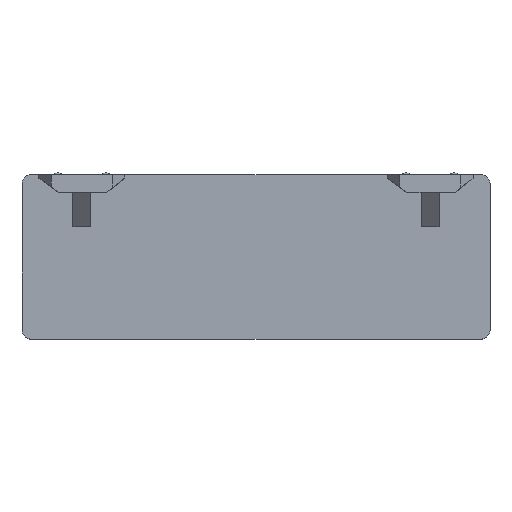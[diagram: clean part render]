
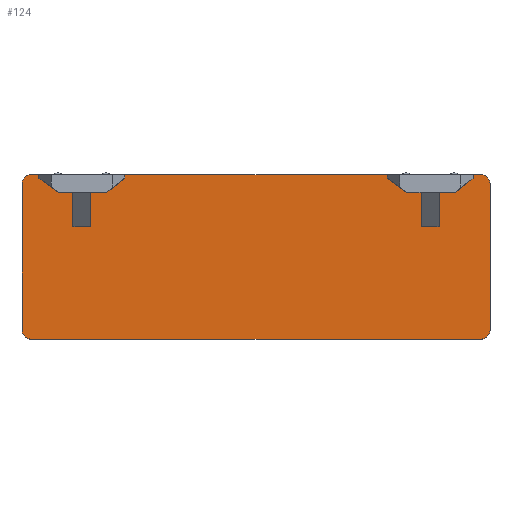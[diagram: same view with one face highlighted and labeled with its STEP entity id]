
A CAD part, top view. The second image highlights one B-rep face of the part: STEP entity #124.
In plain terms, the highlighted planar face has unit normal (0, 0, 1).
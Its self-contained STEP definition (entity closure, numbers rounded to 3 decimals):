
#124=ADVANCED_FACE('',(#196),#168,.T.);
#168=PLANE('',#906);
#196=FACE_OUTER_BOUND('',#239,.T.);
#239=EDGE_LOOP('',(#303,#304,#305,#306,#307,#308,#309,#310,#311,#312,#313,
#314,#315,#316,#317,#318,#319,#320,#321,#322,#323,#324,#325,#326,#327,#328,
#329,#330));
#287=CIRCLE('',#902,0.5);
#288=CIRCLE('',#903,0.5);
#289=CIRCLE('',#904,0.5);
#290=CIRCLE('',#905,0.5);
#303=ORIENTED_EDGE('',*,*,#607,.F.);
#304=ORIENTED_EDGE('',*,*,#608,.T.);
#305=ORIENTED_EDGE('',*,*,#609,.F.);
#306=ORIENTED_EDGE('',*,*,#610,.T.);
#307=ORIENTED_EDGE('',*,*,#611,.F.);
#308=ORIENTED_EDGE('',*,*,#612,.T.);
#309=ORIENTED_EDGE('',*,*,#613,.F.);
#310=ORIENTED_EDGE('',*,*,#614,.F.);
#311=ORIENTED_EDGE('',*,*,#615,.T.);
#312=ORIENTED_EDGE('',*,*,#616,.F.);
#313=ORIENTED_EDGE('',*,*,#617,.F.);
#314=ORIENTED_EDGE('',*,*,#618,.T.);
#315=ORIENTED_EDGE('',*,*,#619,.T.);
#316=ORIENTED_EDGE('',*,*,#620,.F.);
#317=ORIENTED_EDGE('',*,*,#621,.T.);
#318=ORIENTED_EDGE('',*,*,#622,.T.);
#319=ORIENTED_EDGE('',*,*,#623,.F.);
#320=ORIENTED_EDGE('',*,*,#624,.F.);
#321=ORIENTED_EDGE('',*,*,#625,.T.);
#322=ORIENTED_EDGE('',*,*,#626,.F.);
#323=ORIENTED_EDGE('',*,*,#627,.F.);
#324=ORIENTED_EDGE('',*,*,#628,.T.);
#325=ORIENTED_EDGE('',*,*,#629,.T.);
#326=ORIENTED_EDGE('',*,*,#630,.F.);
#327=ORIENTED_EDGE('',*,*,#631,.T.);
#328=ORIENTED_EDGE('',*,*,#632,.T.);
#329=ORIENTED_EDGE('',*,*,#633,.F.);
#330=ORIENTED_EDGE('',*,*,#634,.T.);
#531=VERTEX_POINT('',#1152);
#532=VERTEX_POINT('',#1153);
#533=VERTEX_POINT('',#1155);
#534=VERTEX_POINT('',#1157);
#535=VERTEX_POINT('',#1159);
#536=VERTEX_POINT('',#1161);
#537=VERTEX_POINT('',#1163);
#538=VERTEX_POINT('',#1165);
#539=VERTEX_POINT('',#1167);
#540=VERTEX_POINT('',#1169);
#541=VERTEX_POINT('',#1171);
#542=VERTEX_POINT('',#1173);
#543=VERTEX_POINT('',#1175);
#544=VERTEX_POINT('',#1177);
#545=VERTEX_POINT('',#1179);
#546=VERTEX_POINT('',#1181);
#547=VERTEX_POINT('',#1183);
#548=VERTEX_POINT('',#1185);
#549=VERTEX_POINT('',#1187);
#550=VERTEX_POINT('',#1189);
#551=VERTEX_POINT('',#1191);
#552=VERTEX_POINT('',#1193);
#553=VERTEX_POINT('',#1195);
#554=VERTEX_POINT('',#1197);
#555=VERTEX_POINT('',#1199);
#556=VERTEX_POINT('',#1201);
#557=VERTEX_POINT('',#1203);
#558=VERTEX_POINT('',#1205);
#607=EDGE_CURVE('',#531,#532,#721,.T.);
#608=EDGE_CURVE('',#531,#533,#287,.T.);
#609=EDGE_CURVE('',#534,#533,#722,.T.);
#610=EDGE_CURVE('',#534,#535,#288,.T.);
#611=EDGE_CURVE('',#536,#535,#723,.T.);
#612=EDGE_CURVE('',#536,#537,#289,.T.);
#613=EDGE_CURVE('',#538,#537,#724,.T.);
#614=EDGE_CURVE('',#539,#538,#725,.T.);
#615=EDGE_CURVE('',#539,#540,#726,.T.);
#616=EDGE_CURVE('',#541,#540,#727,.T.);
#617=EDGE_CURVE('',#542,#541,#728,.T.);
#618=EDGE_CURVE('',#542,#543,#729,.T.);
#619=EDGE_CURVE('',#543,#544,#730,.T.);
#620=EDGE_CURVE('',#545,#544,#731,.T.);
#621=EDGE_CURVE('',#545,#546,#732,.T.);
#622=EDGE_CURVE('',#546,#547,#733,.T.);
#623=EDGE_CURVE('',#548,#547,#734,.T.);
#624=EDGE_CURVE('',#549,#548,#735,.T.);
#625=EDGE_CURVE('',#549,#550,#736,.T.);
#626=EDGE_CURVE('',#551,#550,#737,.T.);
#627=EDGE_CURVE('',#552,#551,#738,.T.);
#628=EDGE_CURVE('',#552,#553,#739,.T.);
#629=EDGE_CURVE('',#553,#554,#740,.T.);
#630=EDGE_CURVE('',#555,#554,#741,.T.);
#631=EDGE_CURVE('',#555,#556,#742,.T.);
#632=EDGE_CURVE('',#556,#557,#743,.T.);
#633=EDGE_CURVE('',#558,#557,#744,.T.);
#634=EDGE_CURVE('',#558,#532,#290,.T.);
#721=LINE('',#1151,#811);
#722=LINE('',#1156,#812);
#723=LINE('',#1160,#813);
#724=LINE('',#1164,#814);
#725=LINE('',#1166,#815);
#726=LINE('',#1168,#816);
#727=LINE('',#1170,#817);
#728=LINE('',#1172,#818);
#729=LINE('',#1174,#819);
#730=LINE('',#1176,#820);
#731=LINE('',#1178,#821);
#732=LINE('',#1180,#822);
#733=LINE('',#1182,#823);
#734=LINE('',#1184,#824);
#735=LINE('',#1186,#825);
#736=LINE('',#1188,#826);
#737=LINE('',#1190,#827);
#738=LINE('',#1192,#828);
#739=LINE('',#1194,#829);
#740=LINE('',#1196,#830);
#741=LINE('',#1198,#831);
#742=LINE('',#1200,#832);
#743=LINE('',#1202,#833);
#744=LINE('',#1204,#834);
#811=VECTOR('',#956,1.);
#812=VECTOR('',#959,1.);
#813=VECTOR('',#962,1.);
#814=VECTOR('',#965,1.);
#815=VECTOR('',#966,1.);
#816=VECTOR('',#967,1.);
#817=VECTOR('',#968,1.);
#818=VECTOR('',#969,1.);
#819=VECTOR('',#970,1.);
#820=VECTOR('',#971,1.);
#821=VECTOR('',#972,1.);
#822=VECTOR('',#973,1.);
#823=VECTOR('',#974,1.);
#824=VECTOR('',#975,1.);
#825=VECTOR('',#976,1.);
#826=VECTOR('',#977,1.);
#827=VECTOR('',#978,1.);
#828=VECTOR('',#979,1.);
#829=VECTOR('',#980,1.);
#830=VECTOR('',#981,1.);
#831=VECTOR('',#982,1.);
#832=VECTOR('',#983,1.);
#833=VECTOR('',#984,1.);
#834=VECTOR('',#985,1.);
#902=AXIS2_PLACEMENT_3D('',#1154,#957,#958);
#903=AXIS2_PLACEMENT_3D('',#1158,#960,#961);
#904=AXIS2_PLACEMENT_3D('',#1162,#963,#964);
#905=AXIS2_PLACEMENT_3D('',#1206,#986,#987);
#906=AXIS2_PLACEMENT_3D('',#1207,#988,#989);
#956=DIRECTION('',(0.,1.,0.));
#957=DIRECTION('',(0.,0.,1.));
#958=DIRECTION('',(1.,0.,0.));
#959=DIRECTION('',(-1.,0.,0.));
#960=DIRECTION('',(0.,0.,1.));
#961=DIRECTION('',(1.,0.,0.));
#962=DIRECTION('',(0.,-1.,0.));
#963=DIRECTION('',(0.,0.,1.));
#964=DIRECTION('',(1.,0.,0.));
#965=DIRECTION('',(1.,0.,0.));
#966=DIRECTION('',(0.,1.,0.));
#967=DIRECTION('',(-0.781,-0.625,0.));
#968=DIRECTION('',(1.,0.,0.));
#969=DIRECTION('',(0.,1.,0.));
#970=DIRECTION('',(-1.,0.,0.));
#971=DIRECTION('',(0.,1.,0.));
#972=DIRECTION('',(1.,0.,0.));
#973=DIRECTION('',(-0.809,0.588,0.));
#974=DIRECTION('',(0.,1.,0.));
#975=DIRECTION('',(1.,0.,0.));
#976=DIRECTION('',(0.,1.,0.));
#977=DIRECTION('',(-0.781,-0.625,0.));
#978=DIRECTION('',(1.,0.,0.));
#979=DIRECTION('',(0.,1.,0.));
#980=DIRECTION('',(-1.,0.,0.));
#981=DIRECTION('',(0.,1.,0.));
#982=DIRECTION('',(1.,0.,0.));
#983=DIRECTION('',(-0.809,0.588,0.));
#984=DIRECTION('',(0.,1.,0.));
#985=DIRECTION('',(1.,0.,0.));
#986=DIRECTION('',(0.,0.,1.));
#987=DIRECTION('',(1.,0.,0.));
#988=DIRECTION('',(0.,0.,1.));
#989=DIRECTION('',(1.,0.,0.));
#1151=CARTESIAN_POINT('',(0.,4.6,1.5));
#1152=CARTESIAN_POINT('',(0.,0.5,1.5));
#1153=CARTESIAN_POINT('',(0.,8.7,1.5));
#1154=CARTESIAN_POINT('',(0.5,0.5,1.5));
#1155=CARTESIAN_POINT('',(0.5,0.,1.5));
#1156=CARTESIAN_POINT('',(13.1,0.,1.5));
#1157=CARTESIAN_POINT('',(25.7,0.,1.5));
#1158=CARTESIAN_POINT('',(25.7,0.5,1.5));
#1159=CARTESIAN_POINT('',(26.2,0.5,1.5));
#1160=CARTESIAN_POINT('',(26.2,4.6,1.5));
#1161=CARTESIAN_POINT('',(26.2,8.7,1.5));
#1162=CARTESIAN_POINT('',(25.7,8.7,1.5));
#1163=CARTESIAN_POINT('',(25.7,9.2,1.5));
#1164=CARTESIAN_POINT('',(13.1,9.2,1.5));
#1165=CARTESIAN_POINT('',(25.25,9.2,1.5));
#1166=CARTESIAN_POINT('',(25.25,8.2,1.5));
#1167=CARTESIAN_POINT('',(25.25,9.,1.5));
#1168=CARTESIAN_POINT('',(24.25,8.2,1.5));
#1169=CARTESIAN_POINT('',(24.25,8.2,1.5));
#1170=CARTESIAN_POINT('',(20.45,8.2,1.5));
#1171=CARTESIAN_POINT('',(23.35,8.2,1.5));
#1172=CARTESIAN_POINT('',(23.35,6.3,1.5));
#1173=CARTESIAN_POINT('',(23.35,6.3,1.5));
#1174=CARTESIAN_POINT('',(23.35,6.3,1.5));
#1175=CARTESIAN_POINT('',(22.35,6.3,1.5));
#1176=CARTESIAN_POINT('',(22.35,6.3,1.5));
#1177=CARTESIAN_POINT('',(22.35,8.2,1.5));
#1178=CARTESIAN_POINT('',(20.45,8.2,1.5));
#1179=CARTESIAN_POINT('',(21.55,8.2,1.5));
#1180=CARTESIAN_POINT('',(20.45,9.,1.5));
#1181=CARTESIAN_POINT('',(20.45,9.,1.5));
#1182=CARTESIAN_POINT('',(20.45,8.2,1.5));
#1183=CARTESIAN_POINT('',(20.45,9.2,1.5));
#1184=CARTESIAN_POINT('',(13.1,9.2,1.5));
#1185=CARTESIAN_POINT('',(5.75,9.2,1.5));
#1186=CARTESIAN_POINT('',(5.75,8.2,1.5));
#1187=CARTESIAN_POINT('',(5.75,9.,1.5));
#1188=CARTESIAN_POINT('',(4.75,8.2,1.5));
#1189=CARTESIAN_POINT('',(4.75,8.2,1.5));
#1190=CARTESIAN_POINT('',(0.95,8.2,1.5));
#1191=CARTESIAN_POINT('',(3.85,8.2,1.5));
#1192=CARTESIAN_POINT('',(3.85,6.3,1.5));
#1193=CARTESIAN_POINT('',(3.85,6.3,1.5));
#1194=CARTESIAN_POINT('',(3.85,6.3,1.5));
#1195=CARTESIAN_POINT('',(2.85,6.3,1.5));
#1196=CARTESIAN_POINT('',(2.85,6.3,1.5));
#1197=CARTESIAN_POINT('',(2.85,8.2,1.5));
#1198=CARTESIAN_POINT('',(0.95,8.2,1.5));
#1199=CARTESIAN_POINT('',(2.05,8.2,1.5));
#1200=CARTESIAN_POINT('',(0.95,9.,1.5));
#1201=CARTESIAN_POINT('',(0.95,9.,1.5));
#1202=CARTESIAN_POINT('',(0.95,8.2,1.5));
#1203=CARTESIAN_POINT('',(0.95,9.2,1.5));
#1204=CARTESIAN_POINT('',(13.1,9.2,1.5));
#1205=CARTESIAN_POINT('',(0.5,9.2,1.5));
#1206=CARTESIAN_POINT('',(0.5,8.7,1.5));
#1207=CARTESIAN_POINT('',(13.1,4.6,1.5));
